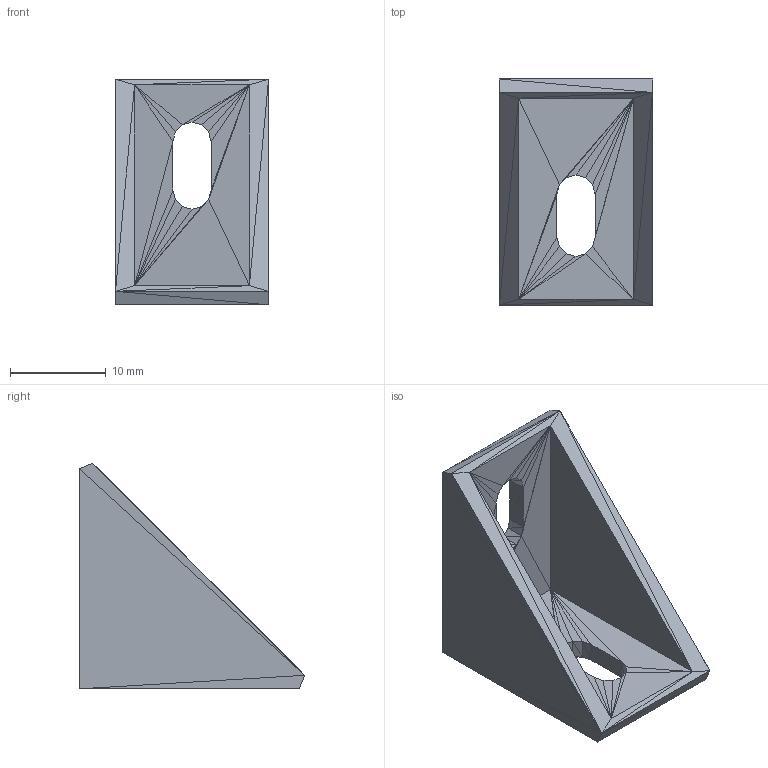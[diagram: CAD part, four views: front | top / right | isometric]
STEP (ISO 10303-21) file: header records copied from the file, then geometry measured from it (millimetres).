
FILE_DESCRIPTION(('FreeCAD Model'),'2;1');
FILE_NAME('l-bracket.step','2018-06-15T16:34:16',( 'Author'),(''),'Open CASCADE STEP processor 7.2','FreeCAD','Unknown' );
FILE_SCHEMA(('AUTOMOTIVE_DESIGN { 1 0 10303 214 1 1 1 1 }'));
Length unit declared in the file: millimetre
Products named in the file (1): l_bracket001
Bounding box: 16 x 23.59 x 23.59 mm (x, y, z)
Surface area: 2458 mm2 (no closed solid volume)
Topology: 0 solids, 1 shells, 148 faces, 222 edges, 72 vertices
Faces by surface type: plane 148
Entity records: 5575 total; most frequent: CARTESIAN_POINT 1109, DIRECTION 742, ORIENTED_EDGE 444, LINE 444, VECTOR 444, PCURVE 444, DEFINITIONAL_REPRESENTATION 444, EDGE_CURVE 222
